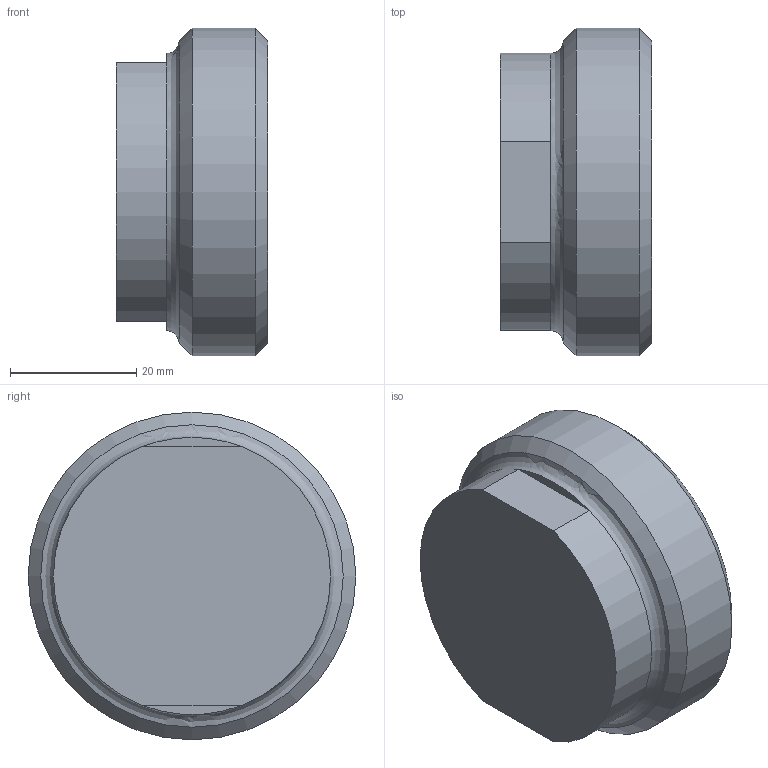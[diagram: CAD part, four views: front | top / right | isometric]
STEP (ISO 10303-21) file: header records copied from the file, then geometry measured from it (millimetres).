
FILE_DESCRIPTION((''),'2;1');
FILE_NAME('10123025X000.stp','2010-09-03T07:49:58',('thilbrands'),(''),'Autodesk Inventor 2008','Autodesk Inventor 2008','');
FILE_SCHEMA(('AUTOMOTIVE_DESIGN { 1 0 10303 214 1 1 1 1 }'));
Length unit declared in the file: millimetre
Products named in the file (1): 10123010X300
Bounding box: 24 x 52 x 52 mm (x, y, z)
Volume: 35670.6 mm3; surface area: 8148.1 mm2
Topology: 1 solids, 1 shells, 20 faces, 38 edges, 22 vertices
Faces by surface type: plane 8, cylinder 4, cone 3, bspline 3, torus 2
Full cylindrical faces by diameter (mm): 43 x1, 52 x1
Entity records: 578 total; most frequent: CARTESIAN_POINT 199, DIRECTION 80, ORIENTED_EDGE 52, AXIS2_PLACEMENT_3D 36, EDGE_LOOP 32, EDGE_CURVE 26, VERTEX_POINT 20, FACE_OUTER_BOUND 20
